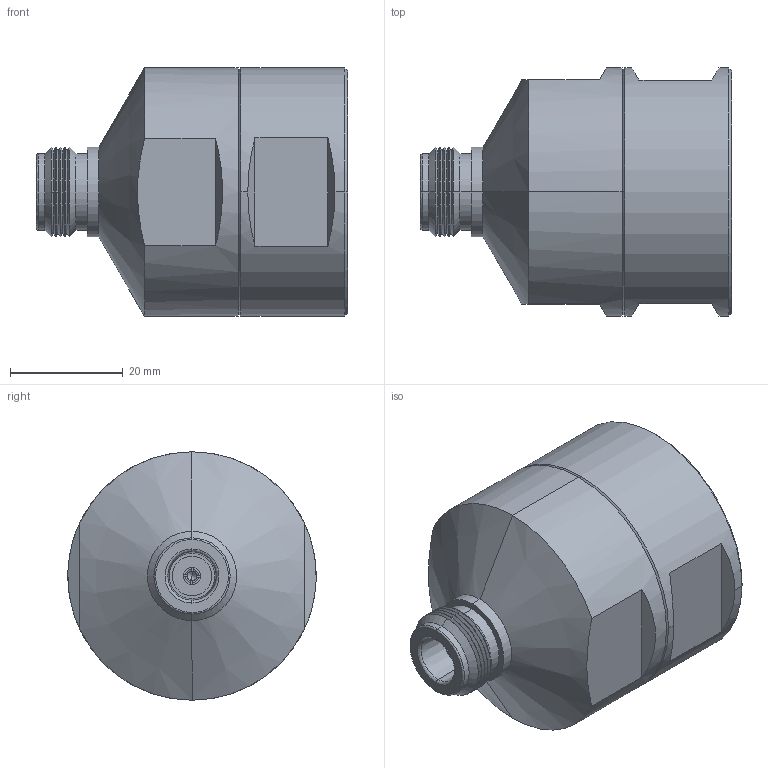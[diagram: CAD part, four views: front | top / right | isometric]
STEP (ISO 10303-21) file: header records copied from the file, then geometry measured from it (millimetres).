
FILE_DESCRIPTION (( 'STEP AP214' ), '1' );
FILE_NAME ('3190-2785(EZ-1200-NFC-2).STEP', '2020-11-16T06:16:54', ( '' ), ( '' ), 'SwSTEP 2.0', 'SolidWorks 2017', '' );
FILE_SCHEMA (( 'AUTOMOTIVE_DESIGN' ));
Length unit declared in the file: millimetre
Products named in the file (1): 3190-2785(EZ-1200-NFC-2)
Bounding box: 55.1 x 44 x 44 mm (x, y, z)
Volume: 57340.1 mm3; surface area: 9644.2 mm2
Topology: 1 solids, 1 shells, 104 faces, 258 edges, 158 vertices
Faces by surface type: cone 34, plane 32, cylinder 30, bspline 8
Entity records: 3390 total; most frequent: CARTESIAN_POINT 913, DIRECTION 534, ORIENTED_EDGE 508, EDGE_CURVE 254, AXIS2_PLACEMENT_3D 211, VERTEX_POINT 158, CIRCLE 114, VECTOR 112
